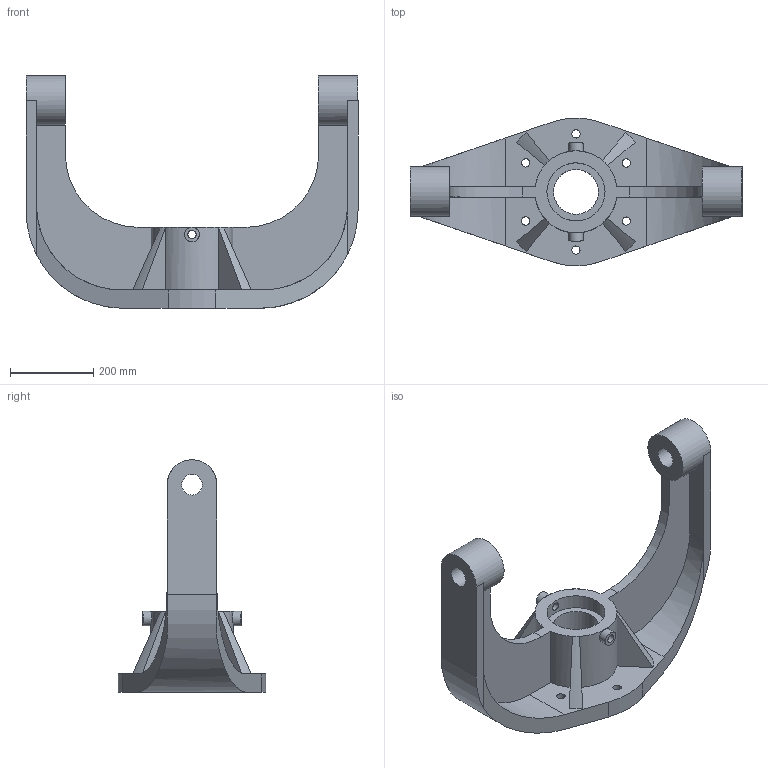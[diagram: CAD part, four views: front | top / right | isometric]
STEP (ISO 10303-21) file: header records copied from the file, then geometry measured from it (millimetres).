
FILE_DESCRIPTION(/* description */ (''),/* implementation_level */ '2;1');
FILE_NAME(/* name */ 'structure1.step',/* time_stamp */ '2024-07-15T18:32:40+05:30',/* author */ (''),/* organization */ (''),/* preprocessor_version */ 'ST-DEVELOPER v20',/* originating_system */ 'Autodesk Translation Framework v13.14.0.145',/* authorisation */ '');
FILE_SCHEMA (('AUTOMOTIVE_DESIGN { 1 0 10303 214 3 1 1 }'));
Length unit declared in the file: millimetre
Products named in the file (1): week 2
Bounding box: 799.83 x 356 x 560 mm (x, y, z)
Volume: 17988750.4 mm3; surface area: 1205875.2 mm2
Topology: 1 solids, 1 shells, 79 faces, 213 edges, 136 vertices
Faces by surface type: plane 39, cylinder 32, cone 4, bspline 4
Full cylindrical faces by diameter (mm): 20 x8, 50 x2, 108 x1, 120 x1, 140 x1
Entity records: 3517 total; most frequent: CARTESIAN_POINT 1435, ORIENTED_EDGE 426, DIRECTION 419, EDGE_CURVE 213, AXIS2_PLACEMENT_3D 148, VERTEX_POINT 136, LINE 123, VECTOR 123
